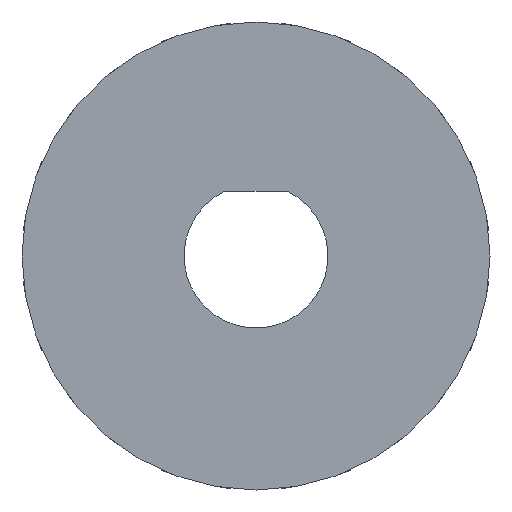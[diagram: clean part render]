
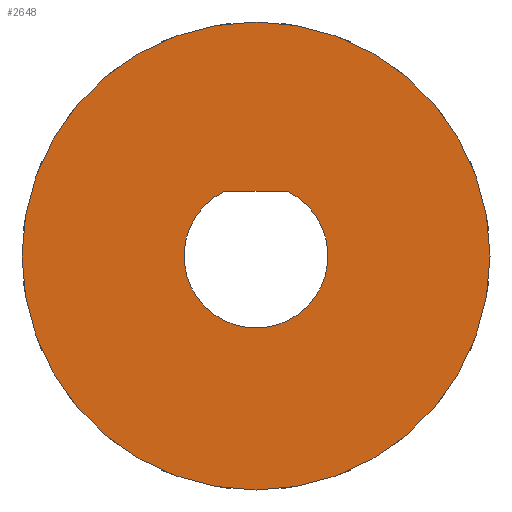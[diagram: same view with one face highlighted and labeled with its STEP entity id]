
A CAD part, left-side view. The second image highlights one B-rep face of the part: STEP entity #2648.
In plain terms, the highlighted planar face has unit normal (-1, 0, 0).
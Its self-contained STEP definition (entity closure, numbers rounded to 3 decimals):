
#22 = CARTESIAN_POINT ( 'NONE',  ( -5.5, 0., -6.5 ) ) ;
#33 = DIRECTION ( 'NONE',  ( -1., 0., 0. ) ) ;
#56 = DIRECTION ( 'NONE',  ( 0., 0., 1. ) ) ;
#117 = ORIENTED_EDGE ( 'NONE', *, *, #209, .T. ) ;
#135 = CARTESIAN_POINT ( 'NONE',  ( -5.5, 0., 6.5 ) ) ;
#209 = EDGE_CURVE ( 'NONE', #2144, #639, #3481, .T. ) ;
#261 = AXIS2_PLACEMENT_3D ( 'NONE', #3640, #2727, #56 ) ;
#266 = CARTESIAN_POINT ( 'NONE',  ( -5.5, 0., 0. ) ) ;
#308 = AXIS2_PLACEMENT_3D ( 'NONE', #2623, #1112, #1718 ) ;
#330 = CARTESIAN_POINT ( 'NONE',  ( -5.5, 0.872, 1.8 ) ) ;
#356 = DIRECTION ( 'NONE',  ( 0., 0., 1. ) ) ;
#627 = PLANE ( 'NONE',  #261 ) ;
#639 = VERTEX_POINT ( 'NONE', #135 ) ;
#1112 = DIRECTION ( 'NONE',  ( -1., 0., 0. ) ) ;
#1136 = VERTEX_POINT ( 'NONE', #1339 ) ;
#1213 = EDGE_CURVE ( 'NONE', #639, #2144, #3334, .T. ) ;
#1339 = CARTESIAN_POINT ( 'NONE',  ( -5.5, -0.872, 1.8 ) ) ;
#1346 = EDGE_CURVE ( 'NONE', #1136, #2157, #1755, .T. ) ;
#1429 = ORIENTED_EDGE ( 'NONE', *, *, #1346, .F. ) ;
#1718 = DIRECTION ( 'NONE',  ( 0., 0., 1. ) ) ;
#1729 = FACE_BOUND ( 'NONE', #2253, .T. ) ;
#1755 = LINE ( 'NONE', #3258, #3710 ) ;
#2144 = VERTEX_POINT ( 'NONE', #22 ) ;
#2157 = VERTEX_POINT ( 'NONE', #330 ) ;
#2253 = EDGE_LOOP ( 'NONE', ( #3652, #1429 ) ) ;
#2317 = ORIENTED_EDGE ( 'NONE', *, *, #1213, .T. ) ;
#2623 = CARTESIAN_POINT ( 'NONE',  ( -5.5, 0., 0. ) ) ;
#2648 = ADVANCED_FACE ( 'NONE', ( #1729, #3110 ), #627, .T. ) ;
#2691 = DIRECTION ( 'NONE',  ( 0., 1., 0. ) ) ;
#2727 = DIRECTION ( 'NONE',  ( -1., 0., 0. ) ) ;
#2831 = CIRCLE ( 'NONE', #3113, 2. ) ;
#3052 = DIRECTION ( 'NONE',  ( -1., 0., 0. ) ) ;
#3110 = FACE_OUTER_BOUND ( 'NONE', #3143, .T. ) ;
#3113 = AXIS2_PLACEMENT_3D ( 'NONE', #266, #33, #356 ) ;
#3143 = EDGE_LOOP ( 'NONE', ( #117, #2317 ) ) ;
#3258 = CARTESIAN_POINT ( 'NONE',  ( -5.5, -0.872, 1.8 ) ) ;
#3333 = AXIS2_PLACEMENT_3D ( 'NONE', #3656, #3052, #3391 ) ;
#3334 = CIRCLE ( 'NONE', #308, 6.5 ) ;
#3391 = DIRECTION ( 'NONE',  ( 0., 0., 1. ) ) ;
#3481 = CIRCLE ( 'NONE', #3333, 6.5 ) ;
#3631 = EDGE_CURVE ( 'NONE', #2157, #1136, #2831, .T. ) ;
#3640 = CARTESIAN_POINT ( 'NONE',  ( -5.5, 0., 0. ) ) ;
#3652 = ORIENTED_EDGE ( 'NONE', *, *, #3631, .F. ) ;
#3656 = CARTESIAN_POINT ( 'NONE',  ( -5.5, 0., 0. ) ) ;
#3710 = VECTOR ( 'NONE', #2691, 1000. ) ;
